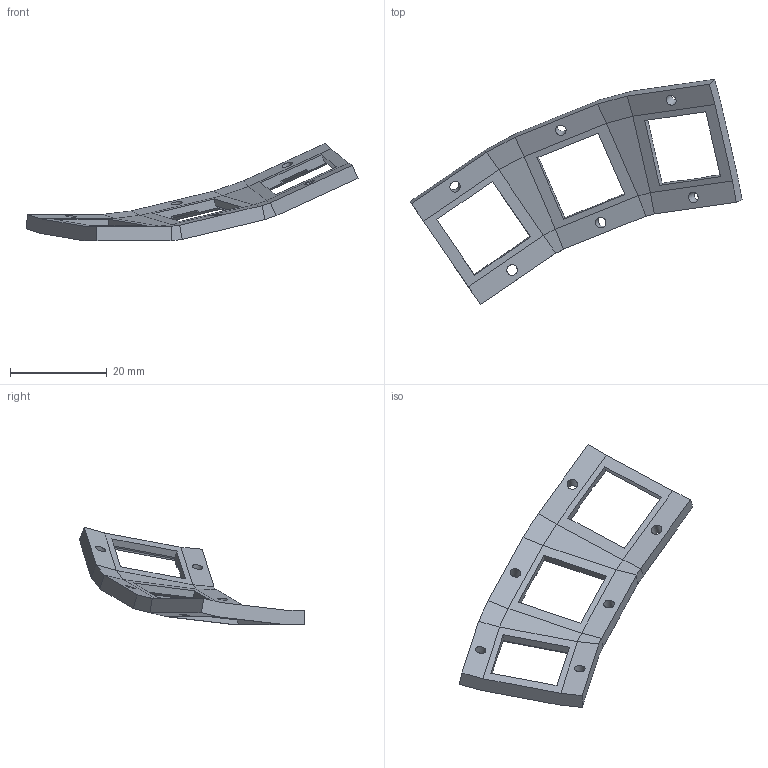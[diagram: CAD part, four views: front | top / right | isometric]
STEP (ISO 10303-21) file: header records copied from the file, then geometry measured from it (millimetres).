
FILE_DESCRIPTION(/* description */ (''),/* implementation_level */ '2;1');
FILE_NAME(/* name */ '1x3 thumb plate.step',/* time_stamp */ '2024-01-17T12:12:51+08:00',/* author */ (''),/* organization */ (''),/* preprocessor_version */ 'ST-DEVELOPER v20',/* originating_system */ 'Autodesk Translation Framework v12.14.0.127',/* authorisation */ '');
FILE_SCHEMA (('AUTOMOTIVE_DESIGN { 1 0 10303 214 3 1 1 }'));
Length unit declared in the file: millimetre
Products named in the file (1): 1x3 thumb plate
Bounding box: 68.74 x 46.64 x 20.19 mm (x, y, z)
Volume: 2891.9 mm3; surface area: 3300.8 mm2
Topology: 1 solids, 1 shells, 102 faces, 280 edges, 180 vertices
Faces by surface type: plane 80, bspline 16, cylinder 6
Full cylindrical faces by diameter (mm): 2.2 x6
Entity records: 3424 total; most frequent: CARTESIAN_POINT 803, ORIENTED_EDGE 560, DIRECTION 466, EDGE_CURVE 280, LINE 268, VECTOR 268, VERTEX_POINT 180, EDGE_LOOP 120
